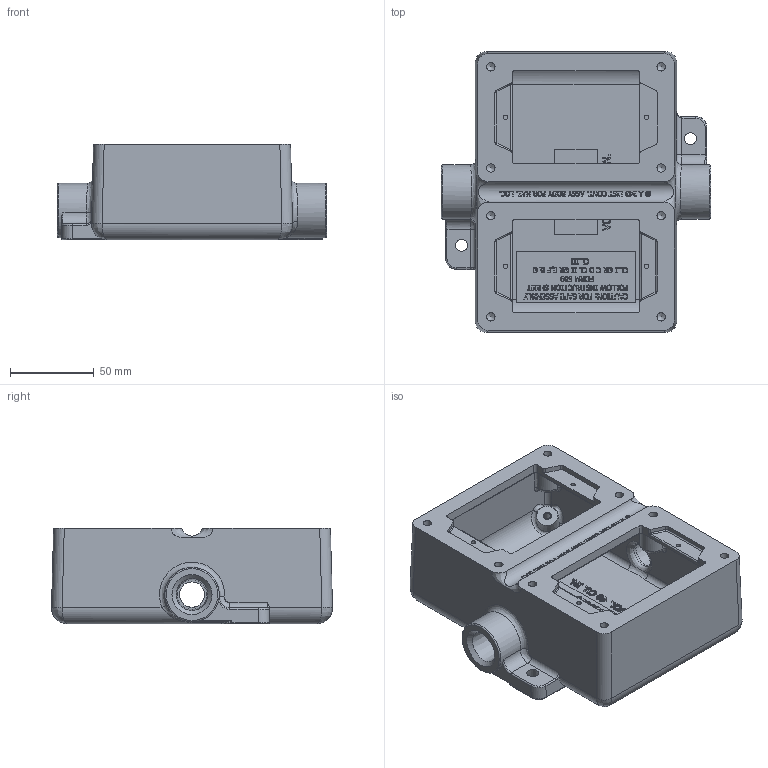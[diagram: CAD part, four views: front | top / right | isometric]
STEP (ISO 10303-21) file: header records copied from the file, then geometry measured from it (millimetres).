
FILE_DESCRIPTION(/* description */ ('SWB-10 ELECTROLET'),/* implementation_level */ '2;1');
FILE_NAME(/* name */ 'KIL_SWB-10.stp',/* time_stamp */ '2017-04-26T07:45:57+05:00',/* author */ ('ypadmaraja'),/* organization */ (''),/* preprocessor_version */ 'ST-DEVELOPER v16.1',/* originating_system */ 'Autodesk Inventor 2016',/* authorisation */ '');
FILE_SCHEMA (('AUTOMOTIVE_DESIGN { 1 0 10303 214 3 1 1 }'));
Products named in the file (1): SWB-10
Bounding box: 160.68 x 167.66 x 57.15 mm (x, y, z)
Volume: 395970 mm3; surface area: 122616.9 mm2
Topology: 1 solids, 1 shells, 2443 faces, 6531 edges, 4270 vertices
Faces by surface type: plane 1257, bspline 925, cylinder 196, torus 28, cone 20, sphere 17
Full cylindrical faces by diameter (mm): 0.295 x1, 0.352 x1, 2.588 x1, 2.642 x4, 3.175 x1, 3.683 x2, 4.762 x2, 4.978 x8, 15.113 x2, 32.537 x2
Entity records: 85700 total; most frequent: CARTESIAN_POINT 30666, ORIENTED_EDGE 12902, DIRECTION 8429, EDGE_CURVE 6451, VERTEX_POINT 4250, LINE 3975, VECTOR 3975, EDGE_LOOP 2701
